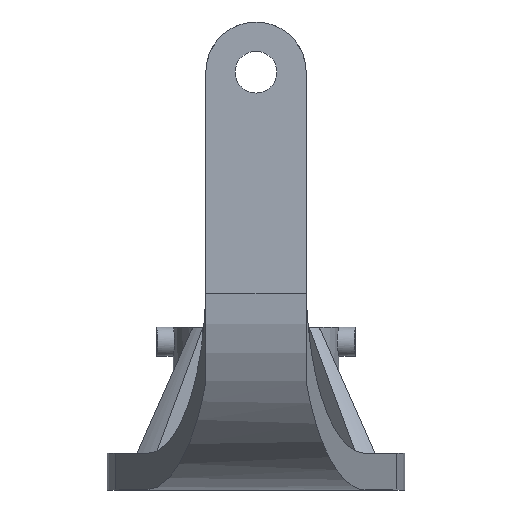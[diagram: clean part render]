
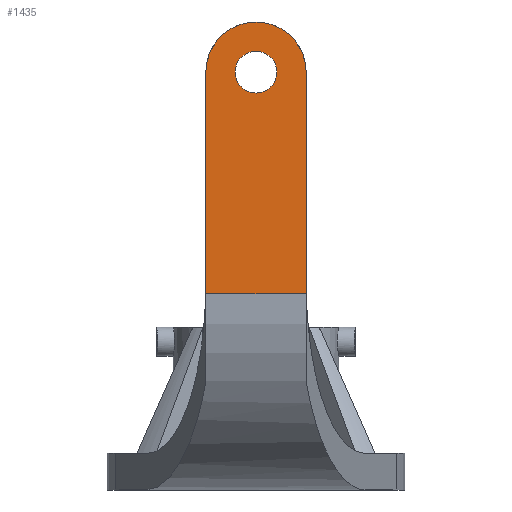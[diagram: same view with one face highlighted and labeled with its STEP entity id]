
A CAD part, left-side view. The second image highlights one B-rep face of the part: STEP entity #1435.
In plain terms, the highlighted planar face has unit normal (-1, 0, 0).
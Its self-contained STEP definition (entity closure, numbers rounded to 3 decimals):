
#66=FACE_BOUND('',#282,.T.);
#117=CIRCLE('',#1562,60.);
#119=CIRCLE('',#1567,25.);
#195=FACE_OUTER_BOUND('',#281,.T.);
#281=EDGE_LOOP('',(#1108,#1109,#1110,#1111));
#282=EDGE_LOOP('',(#1112));
#414=LINE('',#2515,#537);
#415=LINE('',#2517,#538);
#416=LINE('',#2518,#539);
#537=VECTOR('',#1850,10.);
#538=VECTOR('',#1851,10.);
#539=VECTOR('',#1852,10.);
#673=VERTEX_POINT('',#2494);
#674=VERTEX_POINT('',#2496);
#680=VERTEX_POINT('',#2514);
#681=VERTEX_POINT('',#2516);
#682=VERTEX_POINT('',#2519);
#835=EDGE_CURVE('',#674,#673,#117,.T.);
#844=EDGE_CURVE('',#680,#673,#414,.T.);
#845=EDGE_CURVE('',#681,#680,#415,.T.);
#846=EDGE_CURVE('',#674,#681,#416,.T.);
#847=EDGE_CURVE('',#682,#682,#119,.T.);
#1108=ORIENTED_EDGE('',*,*,#835,.T.);
#1109=ORIENTED_EDGE('',*,*,#844,.F.);
#1110=ORIENTED_EDGE('',*,*,#845,.F.);
#1111=ORIENTED_EDGE('',*,*,#846,.F.);
#1112=ORIENTED_EDGE('',*,*,#847,.T.);
#1385=PLANE('',#1566);
#1435=ADVANCED_FACE('',(#195,#66),#1385,.T.);
#1562=AXIS2_PLACEMENT_3D('',#2497,#1833,#1834);
#1566=AXIS2_PLACEMENT_3D('',#2513,#1848,#1849);
#1567=AXIS2_PLACEMENT_3D('',#2520,#1853,#1854);
#1833=DIRECTION('center_axis',(-1.,0.,0.));
#1834=DIRECTION('ref_axis',(0.,-1.,0.));
#1848=DIRECTION('center_axis',(-1.,0.,0.));
#1849=DIRECTION('ref_axis',(0.,0.,1.));
#1850=DIRECTION('',(0.,0.,1.));
#1851=DIRECTION('',(0.,1.,0.));
#1852=DIRECTION('',(0.,0.,-1.));
#1853=DIRECTION('center_axis',(1.,0.,0.));
#1854=DIRECTION('ref_axis',(0.,-1.,0.));
#2494=CARTESIAN_POINT('',(-399.833,60.,500.));
#2496=CARTESIAN_POINT('',(-399.833,-60.,500.));
#2497=CARTESIAN_POINT('Origin',(-399.833,0.,500.));
#2513=CARTESIAN_POINT('Origin',(-399.833,0.,235.));
#2514=CARTESIAN_POINT('',(-399.833,60.,235.));
#2515=CARTESIAN_POINT('',(-399.833,60.,117.5));
#2516=CARTESIAN_POINT('',(-399.833,-60.,235.));
#2517=CARTESIAN_POINT('',(-399.833,0.,235.));
#2518=CARTESIAN_POINT('',(-399.833,-60.,117.5));
#2519=CARTESIAN_POINT('',(-399.833,25.,500.));
#2520=CARTESIAN_POINT('Origin',(-399.833,0.,500.));
